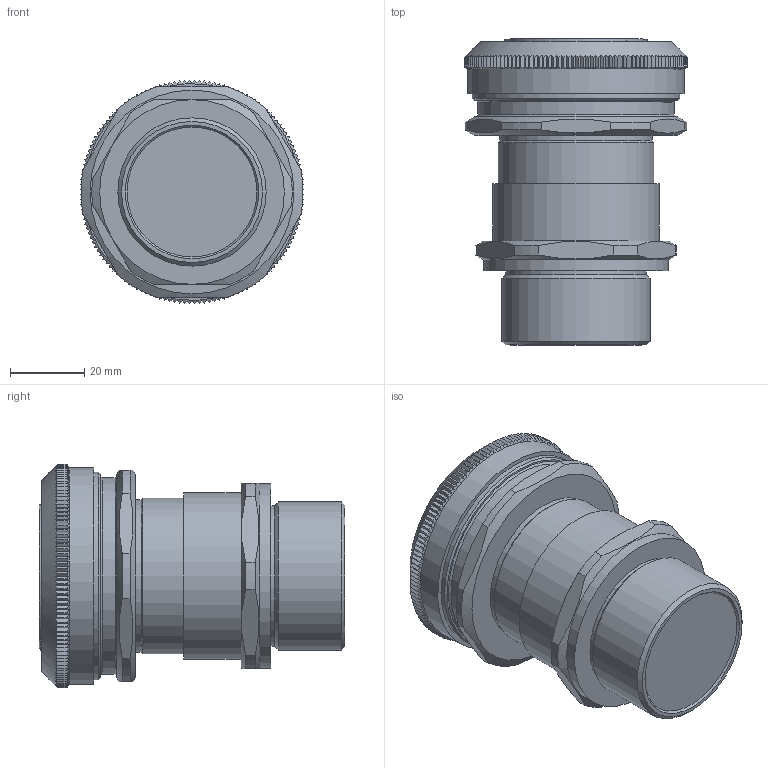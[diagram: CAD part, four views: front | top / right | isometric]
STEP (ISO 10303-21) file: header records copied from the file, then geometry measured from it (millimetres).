
FILE_DESCRIPTION(/* description */ (''),/* implementation_level */ '2;1');
FILE_NAME(/* name */ '',/* time_stamp */ '2024-01-26T11:54:05+07:00',/* author */ ('zeta-09'),/* organization */ (''),/* preprocessor_version */ 'ST-DEVELOPER v19.2',/* originating_system */ 'Autodesk Inventor 2024',/* authorisation */ '');
FILE_SCHEMA (('AUTOMOTIVE_DESIGN { 1 0 10303 214 3 1 1 }','MODEL_BASED_INTEGRATED_MANUFACTURING_SCHEMA'));
Length unit declared in the file: millimetre
Products named in the file (1): Деталь9
Bounding box: 60.35 x 82.5 x 60.35 mm (x, y, z)
Volume: 146875.1 mm3; surface area: 20178.3 mm2
Topology: 1 solids, 1 shells, 348 faces, 994 edges, 659 vertices
Faces by surface type: plane 305, cylinder 26, cone 15, bspline 2
Full cylindrical faces by diameter (mm): 36.9 x1, 38 x1, 40 x1, 41 x1, 42 x1, 45 x1, 48.5 x1, 49.8 x1, 53 x1, 56 x1, 58.5 x1
Entity records: 11178 total; most frequent: CARTESIAN_POINT 3403, ORIENTED_EDGE 1988, DIRECTION 1164, EDGE_CURVE 994, VERTEX_POINT 659, AXIS2_PLACEMENT_3D 417, EDGE_LOOP 359, FACE_OUTER_BOUND 348
